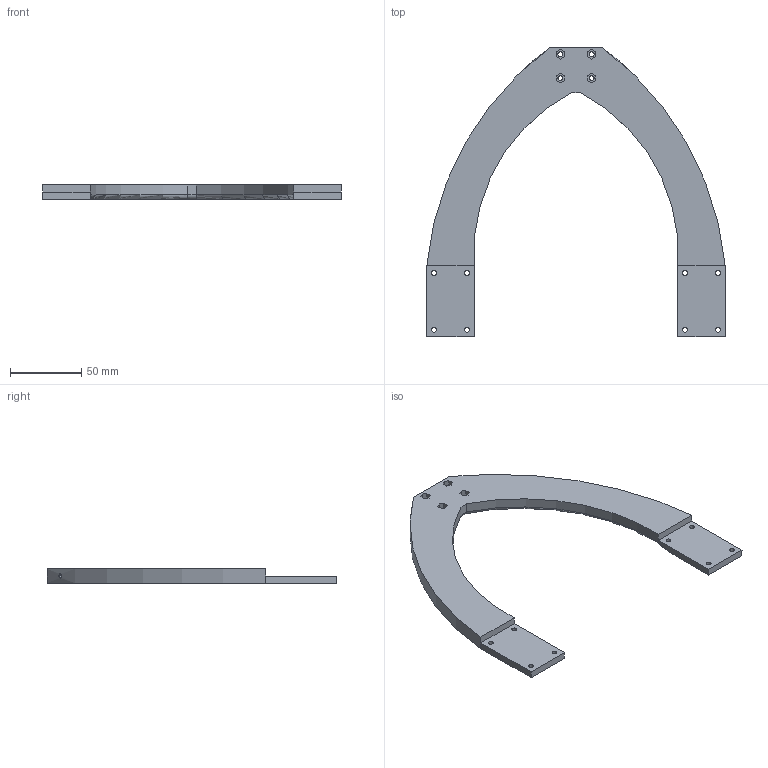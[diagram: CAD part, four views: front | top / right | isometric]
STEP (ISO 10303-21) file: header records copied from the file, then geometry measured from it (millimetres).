
FILE_DESCRIPTION (( 'STEP AP203' ), '1' );
FILE_NAME ('01a_Baseplate_part1.step', '2020-05-23T22:31:26', ( '' ), ( '' ), 'SwSTEP 2.0', 'SolidWorks 2019', '' );
FILE_SCHEMA (( 'CONFIG_CONTROL_DESIGN' ));
Length unit declared in the file: millimetre
Products named in the file (1): 01a_Baseplate_part1
Bounding box: 210 x 204 x 10 mm (x, y, z)
Volume: 118830.4 mm3; surface area: 36687.9 mm2
Topology: 1 solids, 1 shells, 79 faces, 207 edges, 136 vertices
Faces by surface type: plane 44, cylinder 33, torus 2
Entity records: 2712 total; most frequent: CARTESIAN_POINT 591, DIRECTION 421, ORIENTED_EDGE 414, EDGE_CURVE 207, AXIS2_PLACEMENT_3D 142, VECTOR 137, LINE 137, VERTEX_POINT 136
